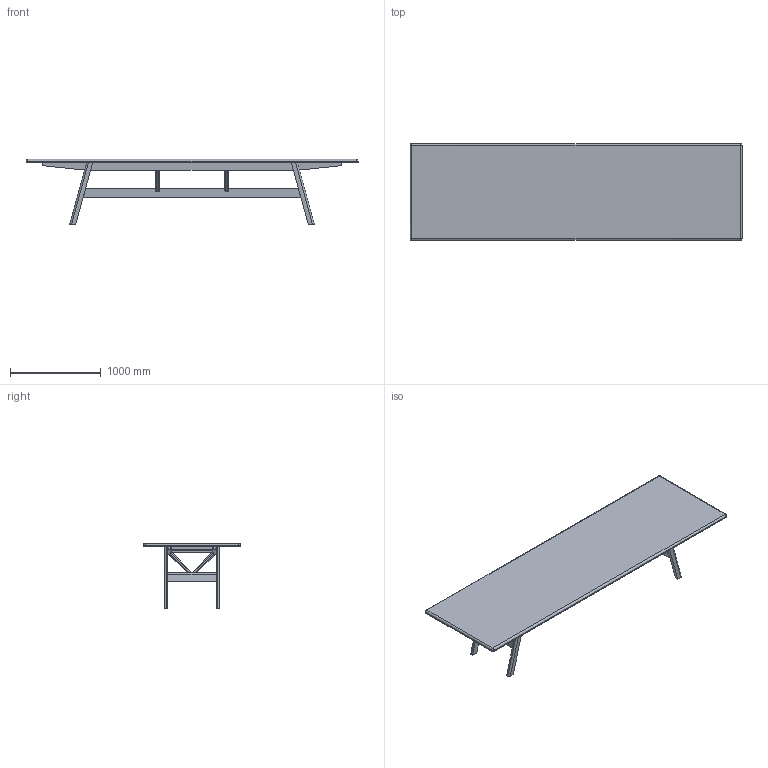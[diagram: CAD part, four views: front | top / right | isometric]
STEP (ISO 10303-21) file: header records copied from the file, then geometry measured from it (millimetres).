
FILE_DESCRIPTION(/* description */ (''),/* implementation_level */ '2;1');
FILE_NAME(/* name */ 'Kant_CB-396_3D',/* time_stamp */ '2023-10-06T13:46:08+02:00',/* author */ (''),/* organization */ (''),/* preprocessor_version */ 'ST-DEVELOPER v16.5',/* originating_system */ 'Rhino 7.31',/* authorisation */ '');
FILE_SCHEMA (('AUTOMOTIVE_DESIGN'));
Length unit declared in the file: centimetre
Products named in the file (2): Document; Kant_CB-396
Assembly tree (1 placements, depth 2):
  Document
    Kant_CB-396
Bounding box: 3658 x 1067 x 721 mm (x, y, z)
Volume: 181436210.3 mm3; surface area: 12962884.5 mm2
Topology: 25 solids, 33 shells, 250 faces, 556 edges, 364 vertices
Faces by surface type: plane 194, cylinder 48, bspline 8
Entity records: 7518 total; most frequent: CARTESIAN_POINT 3111, ORIENTED_EDGE 1088, EDGE_CURVE 556, B_SPLINE_CURVE_WITH_KNOTS 508, VERTEX_POINT 364, DIRECTION 252, ADVANCED_FACE 250, FACE_OUTER_BOUND 250
